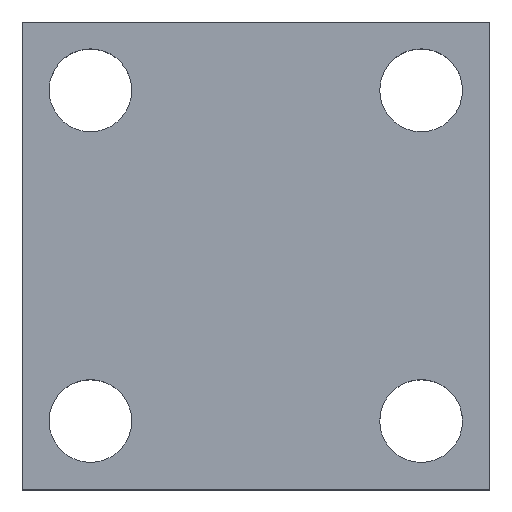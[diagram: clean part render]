
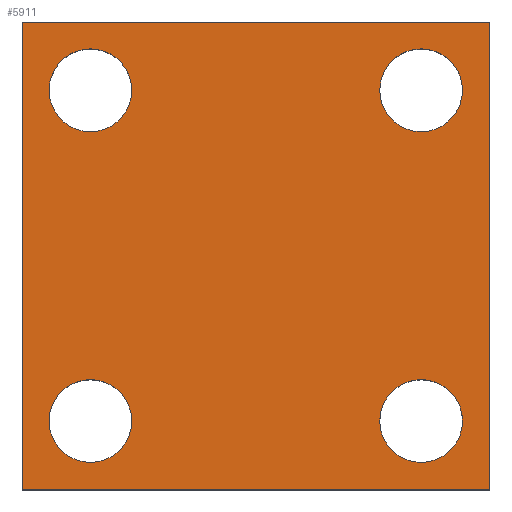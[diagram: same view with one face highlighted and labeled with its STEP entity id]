
A CAD part, top view. The second image highlights one B-rep face of the part: STEP entity #5911.
In plain terms, the highlighted planar face has unit normal (0, 0, 1).
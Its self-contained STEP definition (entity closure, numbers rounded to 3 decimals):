
#33=CIRCLE('',#6152,6.744);
#36=CIRCLE('',#6156,6.744);
#39=CIRCLE('',#6160,6.744);
#42=CIRCLE('',#6164,6.744);
#75=FACE_BOUND('',#905,.T.);
#76=FACE_BOUND('',#906,.T.);
#77=FACE_BOUND('',#907,.T.);
#78=FACE_BOUND('',#908,.T.);
#292=PLANE('',#6169);
#586=FACE_OUTER_BOUND('',#904,.T.);
#904=EDGE_LOOP('',(#5244,#5245,#5246,#5247));
#905=EDGE_LOOP('',(#5248));
#906=EDGE_LOOP('',(#5249));
#907=EDGE_LOOP('',(#5250));
#908=EDGE_LOOP('',(#5251));
#1143=LINE('',#8933,#1764);
#1533=LINE('',#9926,#2154);
#1536=LINE('',#9930,#2157);
#1538=LINE('',#9934,#2159);
#1764=VECTOR('',#6516,10.);
#2154=VECTOR('',#7266,10.);
#2157=VECTOR('',#7271,10.);
#2159=VECTOR('',#7277,10.);
#2560=VERTEX_POINT('',#8930);
#2561=VERTEX_POINT('',#8932);
#2843=VERTEX_POINT('',#9892);
#2846=VERTEX_POINT('',#9900);
#2849=VERTEX_POINT('',#9908);
#2852=VERTEX_POINT('',#9916);
#2855=VERTEX_POINT('',#9923);
#2856=VERTEX_POINT('',#9925);
#3222=EDGE_CURVE('',#2561,#2560,#1143,.T.);
#3641=EDGE_CURVE('',#2843,#2843,#33,.T.);
#3645=EDGE_CURVE('',#2846,#2846,#36,.T.);
#3649=EDGE_CURVE('',#2849,#2849,#39,.T.);
#3653=EDGE_CURVE('',#2852,#2852,#42,.T.);
#3656=EDGE_CURVE('',#2856,#2855,#1533,.T.);
#3659=EDGE_CURVE('',#2560,#2856,#1536,.T.);
#3661=EDGE_CURVE('',#2855,#2561,#1538,.T.);
#5244=ORIENTED_EDGE('',*,*,#3661,.T.);
#5245=ORIENTED_EDGE('',*,*,#3222,.T.);
#5246=ORIENTED_EDGE('',*,*,#3659,.T.);
#5247=ORIENTED_EDGE('',*,*,#3656,.T.);
#5248=ORIENTED_EDGE('',*,*,#3641,.T.);
#5249=ORIENTED_EDGE('',*,*,#3645,.T.);
#5250=ORIENTED_EDGE('',*,*,#3649,.T.);
#5251=ORIENTED_EDGE('',*,*,#3653,.T.);
#5911=ADVANCED_FACE('',(#586,#75,#76,#77,#78),#292,.T.);
#6152=AXIS2_PLACEMENT_3D('',#9894,#7233,#7234);
#6156=AXIS2_PLACEMENT_3D('',#9902,#7242,#7243);
#6160=AXIS2_PLACEMENT_3D('',#9910,#7251,#7252);
#6164=AXIS2_PLACEMENT_3D('',#9918,#7260,#7261);
#6169=AXIS2_PLACEMENT_3D('',#9935,#7278,#7279);
#6516=DIRECTION('',(0.,1.,0.));
#7233=DIRECTION('center_axis',(0.,0.,-1.));
#7234=DIRECTION('ref_axis',(1.,0.,0.));
#7242=DIRECTION('center_axis',(0.,0.,-1.));
#7243=DIRECTION('ref_axis',(1.,0.,0.));
#7251=DIRECTION('center_axis',(0.,0.,-1.));
#7252=DIRECTION('ref_axis',(1.,0.,0.));
#7260=DIRECTION('center_axis',(0.,0.,-1.));
#7261=DIRECTION('ref_axis',(1.,0.,0.));
#7266=DIRECTION('',(0.,-1.,0.));
#7271=DIRECTION('',(-1.,0.,0.));
#7277=DIRECTION('',(1.,0.,0.));
#7278=DIRECTION('center_axis',(0.,0.,1.));
#7279=DIRECTION('ref_axis',(1.,0.,0.));
#8930=CARTESIAN_POINT('',(76.2,76.2,19.05));
#8932=CARTESIAN_POINT('',(76.2,0.,19.05));
#8933=CARTESIAN_POINT('',(76.2,0.,19.05));
#9892=CARTESIAN_POINT('',(58.255,65.075,19.05));
#9894=CARTESIAN_POINT('Origin',(64.999,65.075,19.05));
#9900=CARTESIAN_POINT('',(4.382,11.201,19.05));
#9902=CARTESIAN_POINT('Origin',(11.125,11.201,19.05));
#9908=CARTESIAN_POINT('',(4.382,65.075,19.05));
#9910=CARTESIAN_POINT('Origin',(11.125,65.075,19.05));
#9916=CARTESIAN_POINT('',(58.255,11.201,19.05));
#9918=CARTESIAN_POINT('Origin',(64.999,11.201,19.05));
#9923=CARTESIAN_POINT('',(0.,0.,19.05));
#9925=CARTESIAN_POINT('',(0.,76.2,19.05));
#9926=CARTESIAN_POINT('',(0.,76.2,19.05));
#9930=CARTESIAN_POINT('',(76.2,76.2,19.05));
#9934=CARTESIAN_POINT('',(0.,0.,19.05));
#9935=CARTESIAN_POINT('Origin',(38.1,38.1,19.05));
